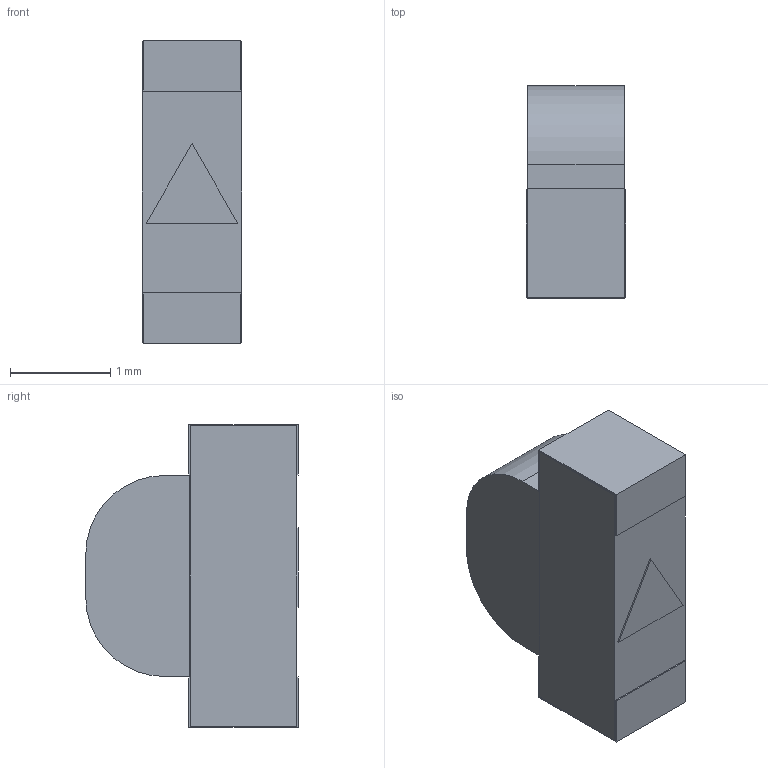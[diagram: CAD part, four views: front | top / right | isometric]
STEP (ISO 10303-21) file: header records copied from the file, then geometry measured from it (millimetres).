
FILE_DESCRIPTION((''),'2;1');
FILE_NAME('LED-SM_1208_1-COLOR_RA','2006-12-13T',('leibw'),(''),'PRO/ENGINEER BY PARAMETRIC TECHNOLOGY CORPORATION, 2005230','PRO/ENGINEER BY PARAMETRIC TECHNOLOGY CORPORATION, 2005230','');
FILE_SCHEMA(('CONFIG_CONTROL_DESIGN'));
Length unit declared in the file: inch
Products named in the file (1): LED-SM_1208_1-COLOR_RA
Bounding box: 0.99 x 2.12 x 3.02 mm (x, y, z)
Volume: 5 mm3; surface area: 23.6 mm2
Topology: 2 solids, 2 shells, 34 faces, 87 edges, 58 vertices
Faces by surface type: plane 32, cylinder 2
Entity records: 1053 total; most frequent: CARTESIAN_POINT 179, ORIENTED_EDGE 174, DIRECTION 159, EDGE_CURVE 87, VECTOR 83, LINE 83, VERTEX_POINT 58, AXIS2_PLACEMENT_3D 38
